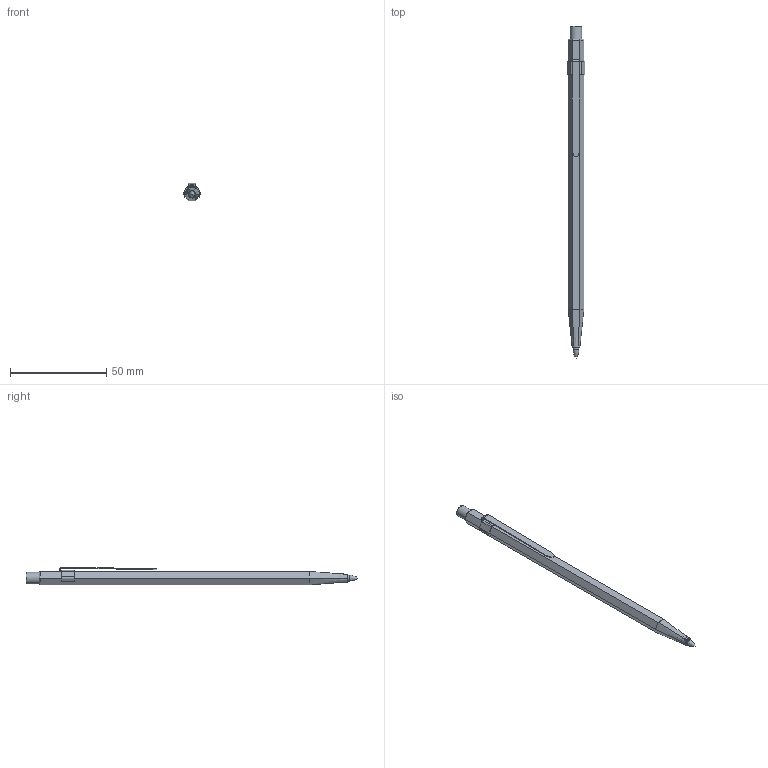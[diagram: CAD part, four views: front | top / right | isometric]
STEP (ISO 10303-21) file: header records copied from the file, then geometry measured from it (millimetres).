
FILE_DESCRIPTION(/* description */ (''),/* implementation_level */ '2;1');
FILE_NAME(/* name */ 'NEONEX Kugelschreiber.stp',/* time_stamp */ '2024-04-02T16:02:25+02:00',/* author */ ('Steffen'),/* organization */ (''),/* preprocessor_version */ 'ST-DEVELOPER v19.2',/* originating_system */ 'Autodesk Inventor 2024',/* authorisation */ '');
FILE_SCHEMA (('AUTOMOTIVE_DESIGN { 1 0 10303 214 3 1 1 }'));
Length unit declared in the file: centimetre
Products named in the file (8): NEONEX Kugelschreiber; Gehäuse; Compress Spring1; Clip; Druckhülse; Druckstempel; Kunststoffhülse_neu; Mine
Assembly tree (7 placements, depth 2):
  NEONEX Kugelschreiber
    Gehäuse
    Compress Spring1
    Clip
    Druckhülse
    Druckstempel
    Kunststoffhülse_neu
    Mine
Bounding box: 9.19 x 172.13 x 9.23 mm (x, y, z)
Volume: 4515.3 mm3; surface area: 11142 mm2
Topology: 7 solids, 7 shells, 153 faces, 336 edges, 200 vertices
Faces by surface type: plane 89, cylinder 31, bspline 31, torus 2
Full cylindrical faces by diameter (mm): 1.5 x3, 3 x1, 3.5 x2, 4.5 x2, 5 x1, 5.5 x1, 5.8 x1, 6 x2
Entity records: 7141 total; most frequent: CARTESIAN_POINT 3576, ORIENTED_EDGE 670, DIRECTION 653, EDGE_CURVE 335, AXIS2_PLACEMENT_3D 239, VERTEX_POINT 200, LINE 175, VECTOR 175
